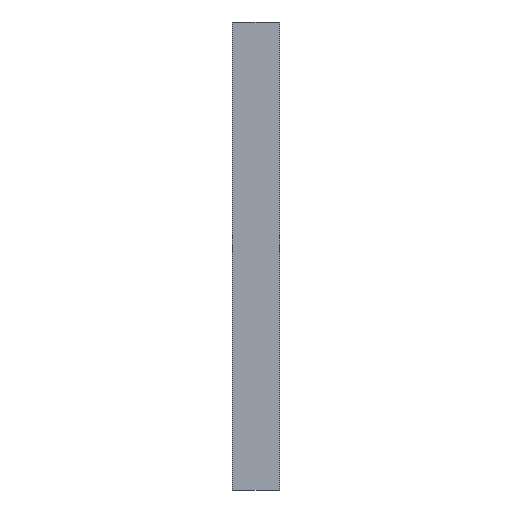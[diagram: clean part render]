
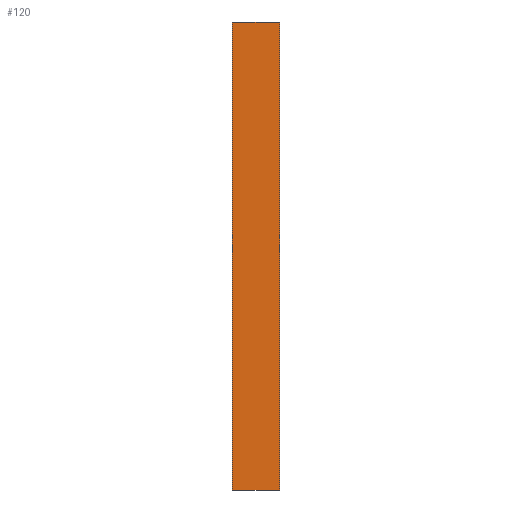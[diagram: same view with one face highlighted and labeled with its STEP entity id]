
A CAD part, front view. The second image highlights one B-rep face of the part: STEP entity #120.
In plain terms, the highlighted planar face has unit normal (0, -1, 0).
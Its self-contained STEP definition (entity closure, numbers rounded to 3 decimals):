
#1 = LINE ( 'NONE', #131, #241 ) ;
#3 = VERTEX_POINT ( 'NONE', #32 ) ;
#4 = ORIENTED_EDGE ( 'NONE', *, *, #138, .T. ) ;
#7 = EDGE_CURVE ( 'NONE', #11, #3, #535, .T. ) ;
#10 = VECTOR ( 'NONE', #417, 1000. ) ;
#11 = VERTEX_POINT ( 'NONE', #359 ) ;
#16 = VECTOR ( 'NONE', #591, 1000. ) ;
#17 = ORIENTED_EDGE ( 'NONE', *, *, #270, .T. ) ;
#26 = EDGE_CURVE ( 'NONE', #541, #377, #169, .T. ) ;
#32 = CARTESIAN_POINT ( 'NONE',  ( 151., -2., -3000. ) ) ;
#40 = LINE ( 'NONE', #517, #513 ) ;
#57 = DIRECTION ( 'NONE',  ( 1., 0., 0. ) ) ;
#60 = CARTESIAN_POINT ( 'NONE',  ( 148., -2., 0. ) ) ;
#62 = CARTESIAN_POINT ( 'NONE',  ( -148., -2., 0. ) ) ;
#68 = EDGE_CURVE ( 'NONE', #74, #268, #255, .T. ) ;
#74 = VERTEX_POINT ( 'NONE', #448 ) ;
#78 = DIRECTION ( 'NONE',  ( 1., 0., 0. ) ) ;
#80 = DIRECTION ( 'NONE',  ( 0., 0., -1. ) ) ;
#120 = ADVANCED_FACE ( 'NONE', ( #370 ), #258, .T. ) ;
#125 = CARTESIAN_POINT ( 'NONE',  ( -153., -2., 0. ) ) ;
#131 = CARTESIAN_POINT ( 'NONE',  ( -148., -2., 0. ) ) ;
#136 = VECTOR ( 'NONE', #78, 1000. ) ;
#138 = EDGE_CURVE ( 'NONE', #541, #423, #1, .T. ) ;
#167 = EDGE_CURVE ( 'NONE', #423, #268, #250, .T. ) ;
#169 = LINE ( 'NONE', #125, #136 ) ;
#173 = DIRECTION ( 'NONE',  ( 0., -1., 0. ) ) ;
#187 = DIRECTION ( 'NONE',  ( 1., 0., 0. ) ) ;
#223 = CARTESIAN_POINT ( 'NONE',  ( -151., -2., -3000. ) ) ;
#241 = VECTOR ( 'NONE', #415, 1000. ) ;
#250 = LINE ( 'NONE', #223, #10 ) ;
#255 = LINE ( 'NONE', #260, #16 ) ;
#258 = PLANE ( 'NONE',  #493 ) ;
#260 = CARTESIAN_POINT ( 'NONE',  ( -153., -2., -3000. ) ) ;
#268 = VERTEX_POINT ( 'NONE', #379 ) ;
#270 = EDGE_CURVE ( 'NONE', #409, #3, #40, .T. ) ;
#278 = CARTESIAN_POINT ( 'NONE',  ( -153., -2., 0. ) ) ;
#291 = LINE ( 'NONE', #278, #388 ) ;
#292 = VECTOR ( 'NONE', #80, 1000. ) ;
#298 = VECTOR ( 'NONE', #484, 1000. ) ;
#306 = CARTESIAN_POINT ( 'NONE',  ( -153., -2., -3000. ) ) ;
#323 = LINE ( 'NONE', #436, #298 ) ;
#341 = ORIENTED_EDGE ( 'NONE', *, *, #68, .F. ) ;
#344 = EDGE_CURVE ( 'NONE', #377, #11, #291, .T. ) ;
#359 = CARTESIAN_POINT ( 'NONE',  ( 151., -2., 0. ) ) ;
#370 = FACE_OUTER_BOUND ( 'NONE', #515, .T. ) ;
#377 = VERTEX_POINT ( 'NONE', #60 ) ;
#379 = CARTESIAN_POINT ( 'NONE',  ( -151., -2., -3000. ) ) ;
#388 = VECTOR ( 'NONE', #57, 1000. ) ;
#409 = VERTEX_POINT ( 'NONE', #486 ) ;
#410 = ORIENTED_EDGE ( 'NONE', *, *, #26, .F. ) ;
#411 = ORIENTED_EDGE ( 'NONE', *, *, #413, .T. ) ;
#413 = EDGE_CURVE ( 'NONE', #74, #409, #323, .T. ) ;
#415 = DIRECTION ( 'NONE',  ( -1., 0., 0. ) ) ;
#417 = DIRECTION ( 'NONE',  ( 0., 0., -1. ) ) ;
#418 = ORIENTED_EDGE ( 'NONE', *, *, #344, .F. ) ;
#423 = VERTEX_POINT ( 'NONE', #479 ) ;
#424 = ORIENTED_EDGE ( 'NONE', *, *, #167, .T. ) ;
#436 = CARTESIAN_POINT ( 'NONE',  ( -153., -2., -3000. ) ) ;
#448 = CARTESIAN_POINT ( 'NONE',  ( -148., -2., -3000. ) ) ;
#455 = CARTESIAN_POINT ( 'NONE',  ( 151., -2., -3000. ) ) ;
#479 = CARTESIAN_POINT ( 'NONE',  ( -151., -2., 0. ) ) ;
#484 = DIRECTION ( 'NONE',  ( 1., 0., 0. ) ) ;
#486 = CARTESIAN_POINT ( 'NONE',  ( 148., -2., -3000. ) ) ;
#493 = AXIS2_PLACEMENT_3D ( 'NONE', #306, #173, #587 ) ;
#513 = VECTOR ( 'NONE', #187, 1000. ) ;
#515 = EDGE_LOOP ( 'NONE', ( #410, #4, #424, #341, #411, #17, #531, #418 ) ) ;
#517 = CARTESIAN_POINT ( 'NONE',  ( 148., -2., -3000. ) ) ;
#531 = ORIENTED_EDGE ( 'NONE', *, *, #7, .F. ) ;
#535 = LINE ( 'NONE', #455, #292 ) ;
#541 = VERTEX_POINT ( 'NONE', #62 ) ;
#587 = DIRECTION ( 'NONE',  ( 0., 0., -1. ) ) ;
#591 = DIRECTION ( 'NONE',  ( -1., 0., 0. ) ) ;
